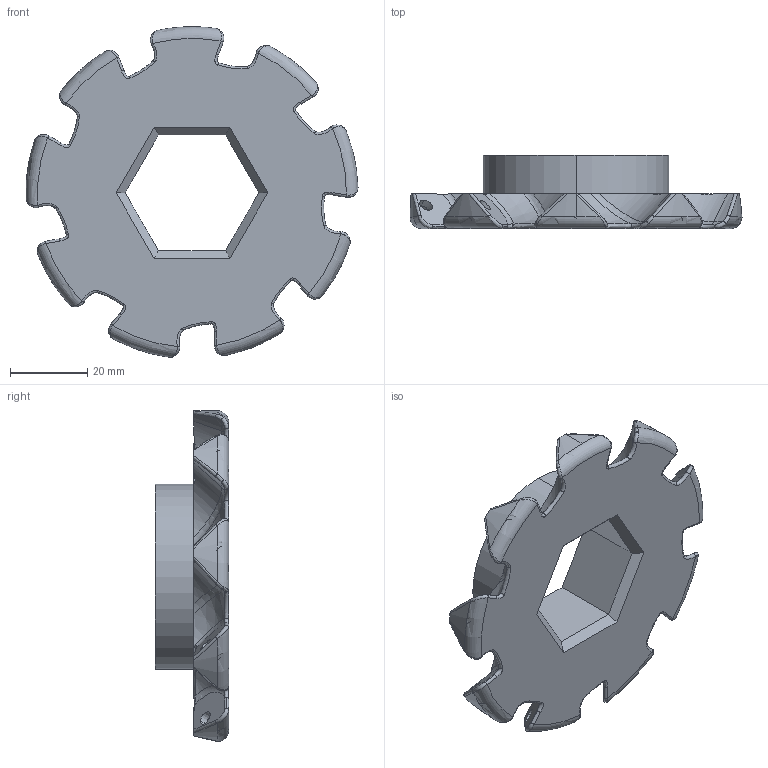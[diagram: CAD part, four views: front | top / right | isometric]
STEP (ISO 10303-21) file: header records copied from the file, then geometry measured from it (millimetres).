
FILE_DESCRIPTION (( 'STEP AP214' ), '1' );
FILE_NAME ('mecanumWheel_2a.STEP', '2024-11-24T10:38:31', ( '' ), ( '' ), 'SwSTEP 2.0', 'SolidWorks 2021', '' );
FILE_SCHEMA (( 'AUTOMOTIVE_DESIGN' ));
Length unit declared in the file: millimetre
Products named in the file (1): mecanumWheel_2a
Bounding box: 85.95 x 19 x 85.58 mm (x, y, z)
Volume: 37316.1 mm3; surface area: 14634.2 mm2
Topology: 1 solids, 1 shells, 249 faces, 601 edges, 364 vertices
Faces by surface type: bspline 80, cylinder 64, plane 42, torus 36, cone 27
Entity records: 11113 total; most frequent: CARTESIAN_POINT 6017, ORIENTED_EDGE 1202, DIRECTION 914, EDGE_CURVE 601, AXIS2_PLACEMENT_3D 401, VERTEX_POINT 364, EDGE_LOOP 261, ADVANCED_FACE 249
